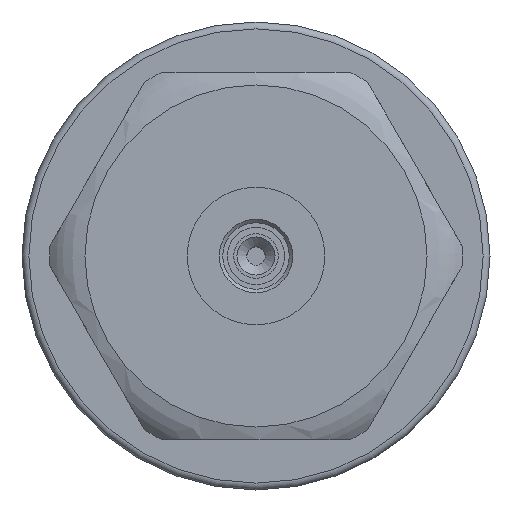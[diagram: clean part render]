
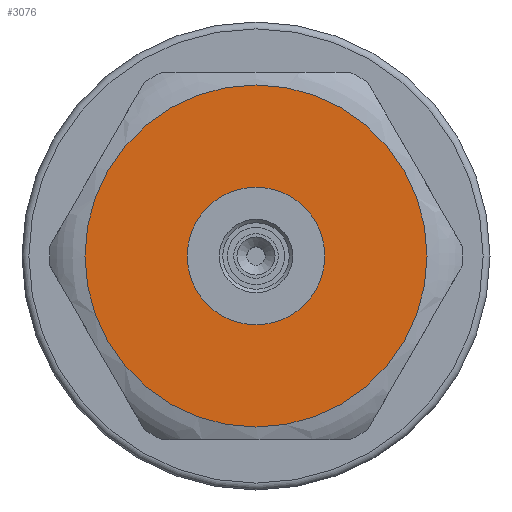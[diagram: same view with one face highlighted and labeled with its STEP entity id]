
A CAD part, left-side view. The second image highlights one B-rep face of the part: STEP entity #3076.
In plain terms, the highlighted planar face has unit normal (-1, 0, 0).
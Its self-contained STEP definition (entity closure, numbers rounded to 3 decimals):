
#91=PLANE('',#3377);
#893=ORIENTED_EDGE('',*,*,#1729,.F.);
#894=ORIENTED_EDGE('',*,*,#1722,.F.);
#1722=EDGE_CURVE('',#2125,#2125,#2358,.F.);
#1729=EDGE_CURVE('',#2126,#2126,#2365,.T.);
#2125=VERTEX_POINT('',#11972);
#2126=VERTEX_POINT('',#11981);
#2358=CIRCLE('',#3370,3.728);
#2365=CIRCLE('',#3378,1.5);
#2531=EDGE_LOOP('',(#893));
#2532=EDGE_LOOP('',(#894));
#2798=FACE_BOUND('',#2531,.T.);
#2799=FACE_BOUND('',#2532,.T.);
#3076=ADVANCED_FACE('',(#2798,#2799),#91,.T.);
#3370=AXIS2_PLACEMENT_3D('',#11971,#3818,#3819);
#3377=AXIS2_PLACEMENT_3D('',#11979,#3832,#3833);
#3378=AXIS2_PLACEMENT_3D('',#11980,#3834,#3835);
#3818=DIRECTION('',(-1.,0.,0.));
#3819=DIRECTION('',(0.,0.,1.));
#3832=DIRECTION('',(-1.,0.,0.));
#3833=DIRECTION('',(0.,0.,1.));
#3834=DIRECTION('',(-1.,0.,0.));
#3835=DIRECTION('',(0.,0.,1.));
#11971=CARTESIAN_POINT('',(-3.4,0.,0.));
#11972=CARTESIAN_POINT('',(-3.4,0.,3.728));
#11979=CARTESIAN_POINT('',(-3.4,0.,0.));
#11980=CARTESIAN_POINT('',(-3.4,0.,0.));
#11981=CARTESIAN_POINT('',(-3.4,0.,1.5));
